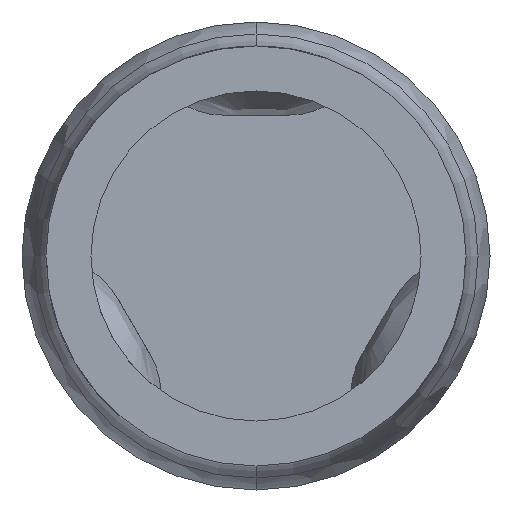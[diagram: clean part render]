
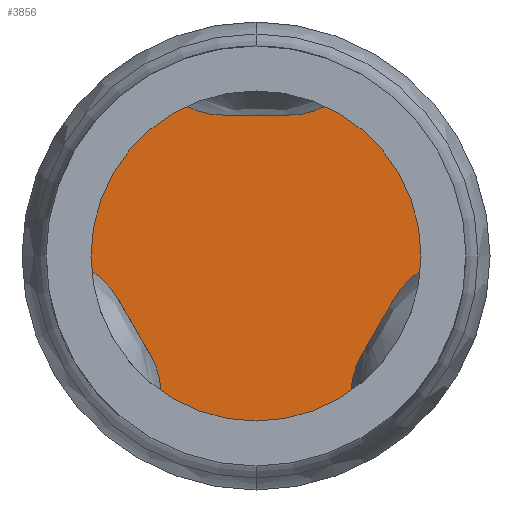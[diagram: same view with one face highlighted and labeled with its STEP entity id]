
A CAD part, front view. The second image highlights one B-rep face of the part: STEP entity #3856.
In plain terms, the highlighted planar face has unit normal (0, -1, 0).
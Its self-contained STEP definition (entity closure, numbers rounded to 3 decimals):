
#121 = EDGE_CURVE ( 'Defeature ausgef�hrt1_41+Defeature ausgef�hrt1_25+Defeature ausgef�hrt1_25+Defeature ausgef�hrt1_25', #3048, #1629, #1219, .T. ) ;
#156 = AXIS2_PLACEMENT_3D ( 'NONE', #271, #1901, #1478 ) ;
#271 = CARTESIAN_POINT ( 'NONE',  ( 0., -27.781, 0. ) ) ;
#1005 = CARTESIAN_POINT ( 'NONE',  ( 0., -27.781, 0.278 ) ) ;
#1219 = CIRCLE ( 'NONE', #156, 0.278 ) ;
#1383 = CARTESIAN_POINT ( 'NONE',  ( 0., -27.781, 0. ) ) ;
#1478 = DIRECTION ( 'NONE',  ( 0., 0., 1. ) ) ;
#1629 = VERTEX_POINT ( 'NONE', #1005 ) ;
#1901 = DIRECTION ( 'NONE',  ( 0., -1., 0. ) ) ;
#2197 = AXIS2_PLACEMENT_3D ( 'NONE', #1383, #5085, #2975 ) ;
#2266 = PLANE ( 'NONE',  #2956 ) ;
#2569 = EDGE_CURVE ( 'Defeature ausgef�hrt1_41+Defeature ausgef�hrt1_25+Defeature ausgef�hrt1_25+Defeature ausgef�hrt1_25', #1629, #3048, #4669, .T. ) ;
#2603 = DIRECTION ( 'NONE',  ( 0., -1., 0. ) ) ;
#2696 = CARTESIAN_POINT ( 'NONE',  ( 0., -27.781, -0.278 ) ) ;
#2956 = AXIS2_PLACEMENT_3D ( 'NONE', #2969, #2603, #3860 ) ;
#2969 = CARTESIAN_POINT ( 'NONE',  ( 0., -27.781, 0. ) ) ;
#2975 = DIRECTION ( 'NONE',  ( 0., 0., 1. ) ) ;
#3048 = VERTEX_POINT ( 'NONE', #2696 ) ;
#3090 = EDGE_LOOP ( 'NONE', ( #5148, #4468 ) ) ;
#3564 = FACE_OUTER_BOUND ( 'NONE', #3090, .T. ) ;
#3856 = ADVANCED_FACE ( 'Defeature ausgef�hrt1_41', ( #3564 ), #2266, .T. ) ;
#3860 = DIRECTION ( 'NONE',  ( 0., 0., -1. ) ) ;
#4468 = ORIENTED_EDGE ( 'NONE', *, *, #121, .T. ) ;
#4669 = CIRCLE ( 'NONE', #2197, 0.278 ) ;
#5085 = DIRECTION ( 'NONE',  ( 0., -1., 0. ) ) ;
#5148 = ORIENTED_EDGE ( 'NONE', *, *, #2569, .T. ) ;
